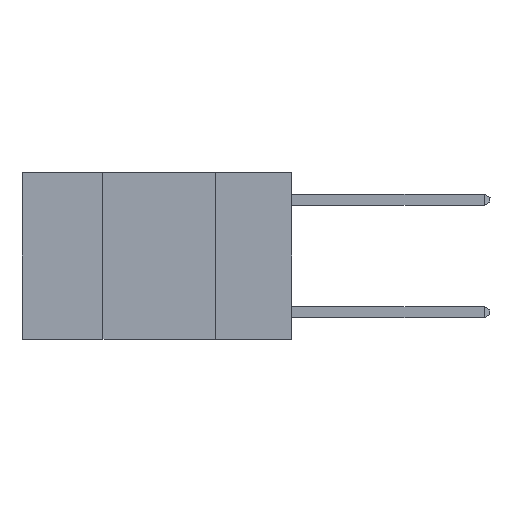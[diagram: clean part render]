
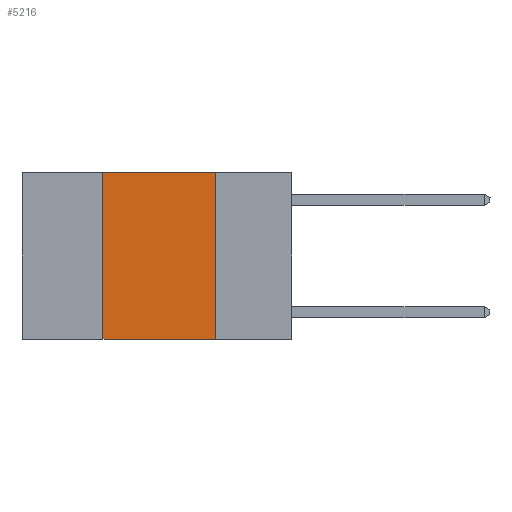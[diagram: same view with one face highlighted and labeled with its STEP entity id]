
A CAD part, left-side view. The second image highlights one B-rep face of the part: STEP entity #5216.
In plain terms, the highlighted planar face has unit normal (-1, 0, 0).
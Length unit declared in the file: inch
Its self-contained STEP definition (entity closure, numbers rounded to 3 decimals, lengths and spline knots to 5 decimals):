
#140 = PLANE ( 'NONE',  #1634 ) ;
#715 = FACE_OUTER_BOUND ( 'NONE', #10747, .T. ) ;
#1304 = DIRECTION ( 'NONE',  ( 0., -1., 0. ) ) ;
#1634 = AXIS2_PLACEMENT_3D ( 'NONE', #12852, #5593, #18250 ) ;
#2053 = LINE ( 'NONE', #14798, #15933 ) ;
#2900 = EDGE_CURVE ( 'NONE', #4218, #4749, #11065, .T. ) ;
#3489 = EDGE_CURVE ( 'NONE', #4749, #18883, #23176, .T. ) ;
#3888 = DIRECTION ( 'NONE',  ( 0., 0., 1. ) ) ;
#4218 = VERTEX_POINT ( 'NONE', #14570 ) ;
#4749 = VERTEX_POINT ( 'NONE', #10626 ) ;
#4805 = CARTESIAN_POINT ( 'NONE',  ( 0., 0.17, 0. ) ) ;
#4910 = CARTESIAN_POINT ( 'NONE',  ( 0., 0.6, 0. ) ) ;
#5216 = ADVANCED_FACE ( 'NONE', ( #715 ), #140, .F. ) ;
#5593 = DIRECTION ( 'NONE',  ( 1., 0., 0. ) ) ;
#6272 = VECTOR ( 'NONE', #9955, 39.37008 ) ;
#8379 = EDGE_CURVE ( 'NONE', #4218, #17312, #2053, .T. ) ;
#9453 = DIRECTION ( 'NONE',  ( 0., -1., 0. ) ) ;
#9955 = DIRECTION ( 'NONE',  ( 0., 0., -1. ) ) ;
#10626 = CARTESIAN_POINT ( 'NONE',  ( 0., 0.42, 0. ) ) ;
#10747 = EDGE_LOOP ( 'NONE', ( #12898, #20481, #21050, #19071 ) ) ;
#11065 = LINE ( 'NONE', #12955, #20620 ) ;
#12723 = CARTESIAN_POINT ( 'NONE',  ( 0., 0.17, -0.37 ) ) ;
#12852 = CARTESIAN_POINT ( 'NONE',  ( 0., 0.6, 0. ) ) ;
#12898 = ORIENTED_EDGE ( 'NONE', *, *, #20128, .F. ) ;
#12955 = CARTESIAN_POINT ( 'NONE',  ( 0., 0.42, 0. ) ) ;
#14570 = CARTESIAN_POINT ( 'NONE',  ( 0., 0.42, -0.37 ) ) ;
#14798 = CARTESIAN_POINT ( 'NONE',  ( 0., 0.6, -0.37 ) ) ;
#15307 = CARTESIAN_POINT ( 'NONE',  ( 0., 0.17, 0. ) ) ;
#15916 = LINE ( 'NONE', #15307, #6272 ) ;
#15933 = VECTOR ( 'NONE', #9453, 39.37008 ) ;
#17312 = VERTEX_POINT ( 'NONE', #12723 ) ;
#18250 = DIRECTION ( 'NONE',  ( 0., 0., -1. ) ) ;
#18883 = VERTEX_POINT ( 'NONE', #4805 ) ;
#19071 = ORIENTED_EDGE ( 'NONE', *, *, #8379, .T. ) ;
#20128 = EDGE_CURVE ( 'NONE', #18883, #17312, #15916, .T. ) ;
#20481 = ORIENTED_EDGE ( 'NONE', *, *, #3489, .F. ) ;
#20620 = VECTOR ( 'NONE', #3888, 39.37008 ) ;
#21050 = ORIENTED_EDGE ( 'NONE', *, *, #2900, .F. ) ;
#22595 = VECTOR ( 'NONE', #1304, 39.37008 ) ;
#23176 = LINE ( 'NONE', #4910, #22595 ) ;
